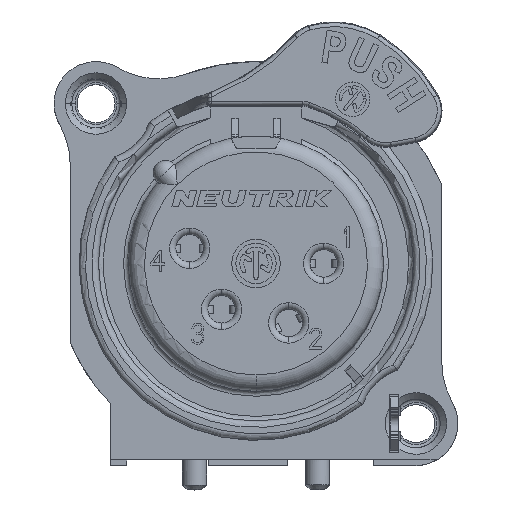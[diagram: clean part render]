
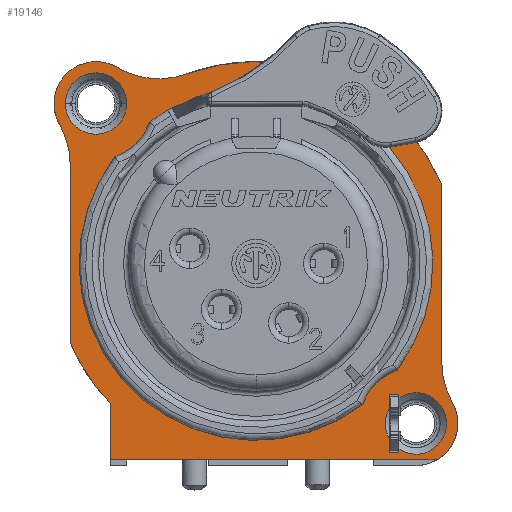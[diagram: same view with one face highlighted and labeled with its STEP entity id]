
A CAD part, top view. The second image highlights one B-rep face of the part: STEP entity #19146.
In plain terms, the highlighted planar face has unit normal (0, 0, 1).
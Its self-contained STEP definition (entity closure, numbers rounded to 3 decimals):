
#758=CARTESIAN_POINT('',(-9.9,9.9,0.));
#759=DIRECTION('',(0.,0.,-1.));
#760=DIRECTION('',(-1.,0.,0.));
#761=AXIS2_PLACEMENT_3D('',#758,#759,#760);
#768=CARTESIAN_POINT('',(0.,0.,0.));
#769=DIRECTION('',(0.,0.,1.));
#770=DIRECTION('',(0.92,0.392,0.));
#771=AXIS2_PLACEMENT_3D('',#768,#769,#770);
#773=DIRECTION('',(0.,1.,0.));
#774=VECTOR('',#773,11.031);
#775=CARTESIAN_POINT('',(11.5,-6.132,0.));
#776=LINE('',#775,#774);
#777=CARTESIAN_POINT('',(16.5,-6.132,0.));
#778=DIRECTION('',(0.,0.,-1.));
#779=DIRECTION('',(-0.868,-0.496,0.));
#780=AXIS2_PLACEMENT_3D('',#777,#778,#779);
#782=CARTESIAN_POINT('',(9.9,-9.9,0.));
#783=DIRECTION('',(0.,0.,1.));
#784=DIRECTION('',(0.501,-0.865,0.));
#785=AXIS2_PLACEMENT_3D('',#782,#783,#784);
#787=DIRECTION('',(1.,0.,0.));
#788=VECTOR('',#787,20.203);
#789=CARTESIAN_POINT('',(-9.,-12.15,0.));
#790=LINE('',#789,#788);
#791=DIRECTION('',(0.,-1.,0.));
#792=VECTOR('',#791,3.475);
#793=CARTESIAN_POINT('',(-9.,-8.675,0.));
#794=LINE('',#793,#792);
#795=CARTESIAN_POINT('',(0.,0.,0.));
#796=DIRECTION('',(0.,0.,1.));
#797=DIRECTION('',(-0.92,-0.392,0.));
#798=AXIS2_PLACEMENT_3D('',#795,#796,#797);
#800=DIRECTION('',(0.,-1.,0.));
#801=VECTOR('',#800,11.031);
#802=CARTESIAN_POINT('',(-11.5,6.132,0.));
#803=LINE('',#802,#801);
#804=CARTESIAN_POINT('',(-16.5,6.132,0.));
#805=DIRECTION('',(0.,0.,-1.));
#806=DIRECTION('',(0.868,0.496,0.));
#807=AXIS2_PLACEMENT_3D('',#804,#805,#806);
#809=CARTESIAN_POINT('',(-9.9,9.9,0.));
#810=DIRECTION('',(0.,0.,1.));
#811=DIRECTION('',(0.511,0.86,0.));
#812=AXIS2_PLACEMENT_3D('',#809,#810,#811);
#814=CARTESIAN_POINT('',(-6.017,16.433,0.));
#815=DIRECTION('',(0.,0.,-1.));
#816=DIRECTION('',(0.344,-0.939,0.));
#817=AXIS2_PLACEMENT_3D('',#814,#815,#816);
#819=DIRECTION('',(-1.,0.,0.));
#820=VECTOR('',#819,0.6);
#821=CARTESIAN_POINT('',(8.85,-8.125,0.));
#822=LINE('',#821,#820);
#823=DIRECTION('',(0.,-1.,0.));
#824=VECTOR('',#823,0.833);
#825=CARTESIAN_POINT('',(8.25,-8.125,0.));
#826=LINE('',#825,#824);
#827=DIRECTION('',(0.,-1.,0.));
#828=VECTOR('',#827,0.833);
#829=CARTESIAN_POINT('',(8.25,-10.842,0.));
#830=LINE('',#829,#828);
#831=DIRECTION('',(1.,0.,0.));
#832=VECTOR('',#831,0.6);
#833=CARTESIAN_POINT('',(8.25,-11.675,0.));
#834=LINE('',#833,#832);
#835=DIRECTION('',(0.,1.,0.));
#836=VECTOR('',#835,0.191);
#837=CARTESIAN_POINT('',(8.85,-11.675,0.));
#838=LINE('',#837,#836);
#839=DIRECTION('',(0.,1.,0.));
#840=VECTOR('',#839,0.191);
#841=CARTESIAN_POINT('',(8.85,-8.316,0.));
#842=LINE('',#841,#840);
#843=CARTESIAN_POINT('',(0.,0.,0.));
#844=DIRECTION('',(0.,0.,1.));
#845=DIRECTION('',(-0.798,0.603,0.));
#846=AXIS2_PLACEMENT_3D('',#843,#844,#845);
#848=CARTESIAN_POINT('',(9.9,-9.9,0.));
#849=DIRECTION('',(0.,0.,1.));
#850=DIRECTION('',(-0.332,0.943,0.));
#851=AXIS2_PLACEMENT_3D('',#848,#849,#850);
#853=CARTESIAN_POINT('',(0.,0.,0.));
#854=DIRECTION('',(0.,0.,1.));
#855=DIRECTION('',(0.798,-0.603,0.));
#856=AXIS2_PLACEMENT_3D('',#853,#854,#855);
#858=CARTESIAN_POINT('',(0.,0.,0.));
#859=DIRECTION('',(0.,0.,-1.));
#860=DIRECTION('',(-0.5,0.866,0.));
#861=AXIS2_PLACEMENT_3D('',#858,#859,#860);
#863=CARTESIAN_POINT('',(0.,0.,0.));
#864=DIRECTION('',(0.,0.,1.));
#865=DIRECTION('',(-0.5,0.866,0.));
#866=AXIS2_PLACEMENT_3D('',#863,#864,#865);
#868=CARTESIAN_POINT('',(-9.9,9.9,0.));
#869=DIRECTION('',(0.,0.,1.));
#870=DIRECTION('',(0.332,-0.943,0.));
#871=AXIS2_PLACEMENT_3D('',#868,#869,#870);
#873=CARTESIAN_POINT('',(-9.9,9.9,0.));
#874=DIRECTION('',(0.,0.,-1.));
#875=DIRECTION('',(1.,0.,0.));
#876=AXIS2_PLACEMENT_3D('',#873,#874,#875);
#10409=CARTESIAN_POINT('',(9.9,-9.9,0.));
#10410=DIRECTION('',(0.,0.,-1.));
#10411=DIRECTION('',(-0.868,-0.496,0.));
#10412=AXIS2_PLACEMENT_3D('',#10409,#10410,#10411);
#10414=CARTESIAN_POINT('',(9.9,-9.9,0.));
#10415=DIRECTION('',(0.,0.,-1.));
#10416=DIRECTION('',(-0.553,0.833,0.));
#10417=AXIS2_PLACEMENT_3D('',#10414,#10415,#10416);
#16597=CARTESIAN_POINT('',(11.5,4.899,0.));
#16598=CARTESIAN_POINT('',(-4.298,11.738,0.));
#16599=VERTEX_POINT('',#16597);
#16600=VERTEX_POINT('',#16598);
#16601=CARTESIAN_POINT('',(-8.572,12.135,0.));
#16602=VERTEX_POINT('',#16601);
#16603=CARTESIAN_POINT('',(-12.158,8.611,0.));
#16604=VERTEX_POINT('',#16603);
#16605=CARTESIAN_POINT('',(-11.5,6.132,0.));
#16606=VERTEX_POINT('',#16605);
#16607=CARTESIAN_POINT('',(-11.5,-4.899,0.));
#16608=VERTEX_POINT('',#16607);
#16609=CARTESIAN_POINT('',(-9.,-8.675,0.));
#16610=VERTEX_POINT('',#16609);
#16611=CARTESIAN_POINT('',(-9.,-12.15,0.));
#16612=VERTEX_POINT('',#16611);
#16613=CARTESIAN_POINT('',(11.203,-12.15,0.));
#16614=CARTESIAN_POINT('',(12.158,-8.611,0.));
#16615=VERTEX_POINT('',#16613);
#16616=VERTEX_POINT('',#16614);
#16617=CARTESIAN_POINT('',(11.5,-6.132,0.));
#16618=VERTEX_POINT('',#16617);
#16619=CARTESIAN_POINT('',(-11.8,9.9,0.));
#16620=CARTESIAN_POINT('',(-8.,9.9,0.));
#16621=VERTEX_POINT('',#16619);
#16622=VERTEX_POINT('',#16620);
#16643=CARTESIAN_POINT('',(8.85,-8.125,0.));
#16644=CARTESIAN_POINT('',(8.25,-8.125,0.));
#16645=VERTEX_POINT('',#16643);
#16646=VERTEX_POINT('',#16644);
#16647=CARTESIAN_POINT('',(8.25,-8.958,0.));
#16648=VERTEX_POINT('',#16647);
#16649=CARTESIAN_POINT('',(8.25,-10.842,0.));
#16650=CARTESIAN_POINT('',(8.25,-11.675,0.));
#16651=VERTEX_POINT('',#16649);
#16652=VERTEX_POINT('',#16650);
#16653=CARTESIAN_POINT('',(8.85,-11.675,0.));
#16654=VERTEX_POINT('',#16653);
#16655=CARTESIAN_POINT('',(8.85,-11.484,0.));
#16656=VERTEX_POINT('',#16655);
#16657=CARTESIAN_POINT('',(8.85,-8.316,0.));
#16658=VERTEX_POINT('',#16657);
#16701=CARTESIAN_POINT('',(-5.475,9.483,0.));
#16702=CARTESIAN_POINT('',(5.475,9.483,0.));
#16703=VERTEX_POINT('',#16701);
#16704=VERTEX_POINT('',#16702);
#16705=CARTESIAN_POINT('',(-6.598,8.739,0.));
#16706=VERTEX_POINT('',#16705);
#16707=CARTESIAN_POINT('',(-8.739,6.598,0.));
#16708=CARTESIAN_POINT('',(6.598,-8.739,0.));
#16709=VERTEX_POINT('',#16707);
#16710=VERTEX_POINT('',#16708);
#16711=CARTESIAN_POINT('',(8.739,-6.598,0.));
#16712=VERTEX_POINT('',#16711);
#19083=CARTESIAN_POINT('',(0.,0.,0.));
#19084=DIRECTION('',(0.,0.,1.));
#19085=DIRECTION('',(1.,0.,0.));
#19086=AXIS2_PLACEMENT_3D('',#19083,#19084,#19085);
#19087=PLANE('',#19086);
#19089=ORIENTED_EDGE('',*,*,#19088,.F.);
#19091=ORIENTED_EDGE('',*,*,#19090,.F.);
#19093=ORIENTED_EDGE('',*,*,#19092,.F.);
#19095=ORIENTED_EDGE('',*,*,#19094,.F.);
#19097=ORIENTED_EDGE('',*,*,#19096,.F.);
#19099=ORIENTED_EDGE('',*,*,#19098,.F.);
#19101=ORIENTED_EDGE('',*,*,#19100,.F.);
#19103=ORIENTED_EDGE('',*,*,#19102,.F.);
#19105=ORIENTED_EDGE('',*,*,#19104,.F.);
#19107=ORIENTED_EDGE('',*,*,#19106,.F.);
#19109=ORIENTED_EDGE('',*,*,#19108,.F.);
#19110=EDGE_LOOP('',(#19089,#19091,#19093,#19095,#19097,#19099,#19101,#19103,
#19105,#19107,#19109));
#19111=FACE_OUTER_BOUND('',#19110,.F.);
#19113=ORIENTED_EDGE('',*,*,#19112,.F.);
#19114=ORIENTED_EDGE('',*,*,#19073,.F.);
#19115=EDGE_LOOP('',(#19113,#19114));
#19116=FACE_BOUND('',#19115,.F.);
#19117=ORIENTED_EDGE('',*,*,#18190,.T.);
#19118=ORIENTED_EDGE('',*,*,#18356,.T.);
#19120=ORIENTED_EDGE('',*,*,#19119,.F.);
#19121=ORIENTED_EDGE('',*,*,#18352,.T.);
#19123=ORIENTED_EDGE('',*,*,#19122,.T.);
#19125=ORIENTED_EDGE('',*,*,#19124,.T.);
#19127=ORIENTED_EDGE('',*,*,#19126,.F.);
#19129=ORIENTED_EDGE('',*,*,#19128,.T.);
#19130=EDGE_LOOP('',(#19117,#19118,#19120,#19121,#19123,#19125,#19127,#19129));
#19131=FACE_BOUND('',#19130,.F.);
#19133=ORIENTED_EDGE('',*,*,#19132,.T.);
#19135=ORIENTED_EDGE('',*,*,#19134,.F.);
#19137=ORIENTED_EDGE('',*,*,#19136,.T.);
#19139=ORIENTED_EDGE('',*,*,#19138,.F.);
#19141=ORIENTED_EDGE('',*,*,#19140,.T.);
#19143=ORIENTED_EDGE('',*,*,#19142,.F.);
#19144=EDGE_LOOP('',(#19133,#19135,#19137,#19139,#19141,#19143));
#19145=FACE_BOUND('',#19144,.F.);
#19146=ADVANCED_FACE('',(#19111,#19116,#19131,#19145),#19087,.T.);
#762=CIRCLE('',#761,1.9);
#772=CIRCLE('',#771,12.5);
#781=CIRCLE('',#780,5.);
#786=CIRCLE('',#785,2.6);
#799=CIRCLE('',#798,12.5);
#808=CIRCLE('',#807,5.);
#813=CIRCLE('',#812,2.6);
#818=CIRCLE('',#817,5.);
#847=CIRCLE('',#846,10.95);
#852=CIRCLE('',#851,3.5);
#857=CIRCLE('',#856,10.95);
#862=CIRCLE('',#861,10.95);
#867=CIRCLE('',#866,10.95);
#872=CIRCLE('',#871,3.5);
#877=CIRCLE('',#876,1.9);
#10413=CIRCLE('',#10412,1.9);
#10418=CIRCLE('',#10417,1.9);
#18190=EDGE_CURVE('',#16645,#16646,#822,.T.);
#18352=EDGE_CURVE('',#16651,#16652,#830,.T.);
#18356=EDGE_CURVE('',#16646,#16648,#826,.T.);
#19073=EDGE_CURVE('',#16621,#16622,#762,.T.);
#19088=EDGE_CURVE('',#16599,#16600,#772,.T.);
#19090=EDGE_CURVE('',#16618,#16599,#776,.T.);
#19092=EDGE_CURVE('',#16616,#16618,#781,.T.);
#19094=EDGE_CURVE('',#16615,#16616,#786,.T.);
#19096=EDGE_CURVE('',#16612,#16615,#790,.T.);
#19098=EDGE_CURVE('',#16610,#16612,#794,.T.);
#19100=EDGE_CURVE('',#16608,#16610,#799,.T.);
#19102=EDGE_CURVE('',#16606,#16608,#803,.T.);
#19104=EDGE_CURVE('',#16604,#16606,#808,.T.);
#19106=EDGE_CURVE('',#16602,#16604,#813,.T.);
#19108=EDGE_CURVE('',#16600,#16602,#818,.T.);
#19112=EDGE_CURVE('',#16622,#16621,#877,.T.);
#19119=EDGE_CURVE('',#16651,#16648,#10413,.T.);
#19122=EDGE_CURVE('',#16652,#16654,#834,.T.);
#19124=EDGE_CURVE('',#16654,#16656,#838,.T.);
#19126=EDGE_CURVE('',#16658,#16656,#10418,.T.);
#19128=EDGE_CURVE('',#16658,#16645,#842,.T.);
#19132=EDGE_CURVE('',#16709,#16710,#847,.T.);
#19134=EDGE_CURVE('',#16712,#16710,#852,.T.);
#19136=EDGE_CURVE('',#16712,#16704,#857,.T.);
#19138=EDGE_CURVE('',#16703,#16704,#862,.T.);
#19140=EDGE_CURVE('',#16703,#16706,#867,.T.);
#19142=EDGE_CURVE('',#16709,#16706,#872,.T.);
